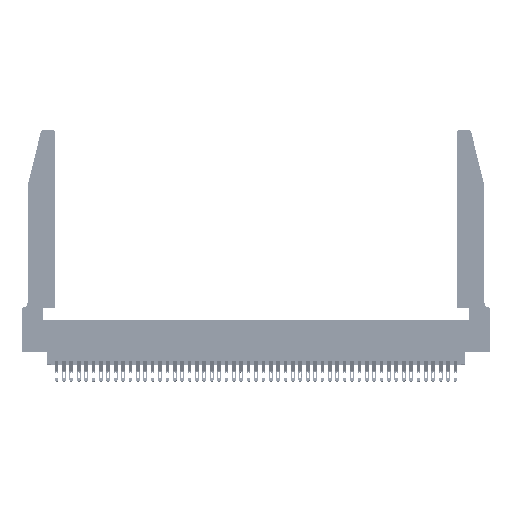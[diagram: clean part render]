
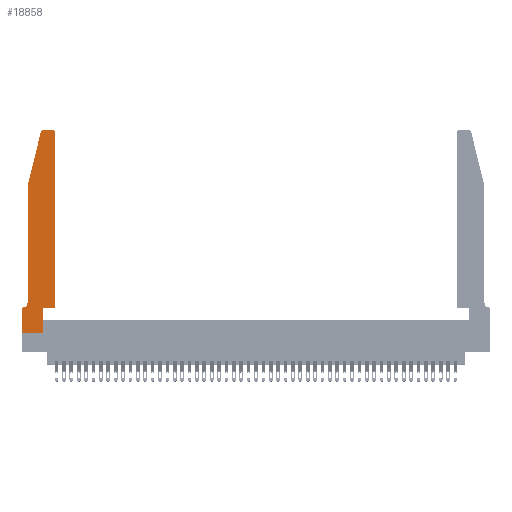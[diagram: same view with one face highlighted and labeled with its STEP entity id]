
A CAD part, top view. The second image highlights one B-rep face of the part: STEP entity #18858.
In plain terms, the highlighted planar face has unit normal (0, 0, 1).
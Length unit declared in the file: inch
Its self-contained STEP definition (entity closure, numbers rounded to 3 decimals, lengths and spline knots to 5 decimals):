
#313 = VERTEX_POINT ( 'NONE', #45874 ) ;
#392 = VERTEX_POINT ( 'NONE', #28642 ) ;
#481 = CARTESIAN_POINT ( 'NONE',  ( 0.0055, 0.35, 0.37 ) ) ;
#737 = CARTESIAN_POINT ( 'NONE',  ( 0.4505, 2.72, 0.37 ) ) ;
#989 = LINE ( 'NONE', #41622, #39804 ) ;
#1818 = LINE ( 'NONE', #39910, #11948 ) ;
#3486 = CIRCLE ( 'NONE', #42177, 0.07 ) ;
#4962 = LINE ( 'NONE', #23912, #17436 ) ;
#6021 = EDGE_CURVE ( 'NONE', #11089, #28309, #31767, .T. ) ;
#7200 = VECTOR ( 'NONE', #18949, 39.37008 ) ;
#7677 = VECTOR ( 'NONE', #15310, 39.37008 ) ;
#7883 = CARTESIAN_POINT ( 'NONE',  ( 0.4505, 0.35, 0.37 ) ) ;
#8159 = CARTESIAN_POINT ( 'NONE',  ( 0., 0., 0.37 ) ) ;
#8826 = VECTOR ( 'NONE', #14990, 39.37008 ) ;
#8955 = CARTESIAN_POINT ( 'NONE',  ( 0.284, 2.75, 0.37 ) ) ;
#9525 = ORIENTED_EDGE ( 'NONE', *, *, #26467, .T. ) ;
#9772 = CARTESIAN_POINT ( 'NONE',  ( 0.284, 2.72, 0.37 ) ) ;
#10411 = EDGE_CURVE ( 'NONE', #28309, #17719, #4962, .T. ) ;
#10420 = PLANE ( 'NONE',  #32004 ) ;
#10456 = VECTOR ( 'NONE', #36898, 39.37008 ) ;
#10740 = ORIENTED_EDGE ( 'NONE', *, *, #30039, .T. ) ;
#11089 = VERTEX_POINT ( 'NONE', #8955 ) ;
#11363 = CARTESIAN_POINT ( 'NONE',  ( 0., 0., 0.37 ) ) ;
#11686 = CARTESIAN_POINT ( 'NONE',  ( 0.0755, 2., 0.37 ) ) ;
#11948 = VECTOR ( 'NONE', #35373, 39.37008 ) ;
#12594 = VERTEX_POINT ( 'NONE', #737 ) ;
#13105 = DIRECTION ( 'NONE',  ( 0., 1., 0. ) ) ;
#13343 = LINE ( 'NONE', #7883, #7677 ) ;
#13860 = CARTESIAN_POINT ( 'NONE',  ( 0.25487, 2.72718, 0.37 ) ) ;
#14010 = EDGE_CURVE ( 'NONE', #45432, #18775, #3486, .T. ) ;
#14413 = EDGE_CURVE ( 'NONE', #30337, #11089, #28315, .T. ) ;
#14512 = EDGE_LOOP ( 'NONE', ( #15578, #31170, #30673, #9525, #41514, #36123, #42214, #30792, #33699, #38580, #10740, #16766 ) ) ;
#14990 = DIRECTION ( 'NONE',  ( 0., -1., 0. ) ) ;
#15310 = DIRECTION ( 'NONE',  ( 1., 0., 0. ) ) ;
#15578 = ORIENTED_EDGE ( 'NONE', *, *, #14413, .T. ) ;
#16539 = DIRECTION ( 'NONE',  ( -1., 0., 0. ) ) ;
#16766 = ORIENTED_EDGE ( 'NONE', *, *, #32604, .T. ) ;
#16986 = DIRECTION ( 'NONE',  ( -1., 0., 0. ) ) ;
#17306 = DIRECTION ( 'NONE',  ( -1., 0., 0. ) ) ;
#17436 = VECTOR ( 'NONE', #20742, 39.37008 ) ;
#17719 = VERTEX_POINT ( 'NONE', #29941 ) ;
#17953 = LINE ( 'NONE', #43077, #45564 ) ;
#18775 = VERTEX_POINT ( 'NONE', #481 ) ;
#18858 = ADVANCED_FACE ( 'NONE', ( #28372 ), #10420, .T. ) ;
#18949 = DIRECTION ( 'NONE',  ( 0., -1., 0. ) ) ;
#19224 = CARTESIAN_POINT ( 'NONE',  ( 0.4205, 2.72, 0.37 ) ) ;
#20742 = DIRECTION ( 'NONE',  ( -0.239, -0.971, 0. ) ) ;
#21170 = DIRECTION ( 'NONE',  ( 1., 0., 0. ) ) ;
#21354 = CARTESIAN_POINT ( 'NONE',  ( 0.4505, 0.35, 0.37 ) ) ;
#22955 = CARTESIAN_POINT ( 'NONE',  ( 0.2605, 2.75, 0.37 ) ) ;
#23556 = LINE ( 'NONE', #11363, #8826 ) ;
#23912 = CARTESIAN_POINT ( 'NONE',  ( 0.0755, 2., 0.37 ) ) ;
#24387 = CARTESIAN_POINT ( 'NONE',  ( 0.0055, 0.42, 0.37 ) ) ;
#25365 = CARTESIAN_POINT ( 'NONE',  ( 0., 0.35, 0.37 ) ) ;
#26236 = EDGE_CURVE ( 'NONE', #18775, #313, #17953, .T. ) ;
#26467 = EDGE_CURVE ( 'NONE', #17719, #45432, #30374, .T. ) ;
#28309 = VERTEX_POINT ( 'NONE', #13860 ) ;
#28315 = LINE ( 'NONE', #22955, #29334 ) ;
#28372 = FACE_OUTER_BOUND ( 'NONE', #14512, .T. ) ;
#28642 = CARTESIAN_POINT ( 'NONE',  ( 0.2865, 0., 0.37 ) ) ;
#29114 = CARTESIAN_POINT ( 'NONE',  ( 0.4205, 2.75, 0.37 ) ) ;
#29296 = DIRECTION ( 'NONE',  ( 1., 0., 0. ) ) ;
#29334 = VECTOR ( 'NONE', #16539, 39.37008 ) ;
#29882 = EDGE_CURVE ( 'NONE', #313, #37314, #23556, .T. ) ;
#29941 = CARTESIAN_POINT ( 'NONE',  ( 0.0755, 2., 0.37 ) ) ;
#30039 = EDGE_CURVE ( 'NONE', #38412, #12594, #989, .T. ) ;
#30337 = VERTEX_POINT ( 'NONE', #29114 ) ;
#30374 = LINE ( 'NONE', #11686, #7200 ) ;
#30673 = ORIENTED_EDGE ( 'NONE', *, *, #10411, .T. ) ;
#30792 = ORIENTED_EDGE ( 'NONE', *, *, #32940, .T. ) ;
#31170 = ORIENTED_EDGE ( 'NONE', *, *, #6021, .T. ) ;
#31767 = CIRCLE ( 'NONE', #44045, 0.03 ) ;
#32004 = AXIS2_PLACEMENT_3D ( 'NONE', #25365, #36402, #29296 ) ;
#32154 = CARTESIAN_POINT ( 'NONE',  ( 0.0755, 0.42, 0.37 ) ) ;
#32604 = EDGE_CURVE ( 'NONE', #12594, #30337, #36191, .T. ) ;
#32940 = EDGE_CURVE ( 'NONE', #37314, #392, #1818, .T. ) ;
#33699 = ORIENTED_EDGE ( 'NONE', *, *, #36655, .T. ) ;
#34412 = VERTEX_POINT ( 'NONE', #39347 ) ;
#35217 = DIRECTION ( 'NONE',  ( 0., 0., -1. ) ) ;
#35373 = DIRECTION ( 'NONE',  ( 1., 0., 0. ) ) ;
#35459 = DIRECTION ( 'NONE',  ( 0., 0., 1. ) ) ;
#36123 = ORIENTED_EDGE ( 'NONE', *, *, #26236, .T. ) ;
#36191 = CIRCLE ( 'NONE', #42643, 0.03 ) ;
#36402 = DIRECTION ( 'NONE',  ( 0., 0., 1. ) ) ;
#36564 = CARTESIAN_POINT ( 'NONE',  ( 0.2865, 0.35, 0.37 ) ) ;
#36655 = EDGE_CURVE ( 'NONE', #392, #34412, #44878, .T. ) ;
#36898 = DIRECTION ( 'NONE',  ( 0., 1., 0. ) ) ;
#37314 = VERTEX_POINT ( 'NONE', #8159 ) ;
#37784 = DIRECTION ( 'NONE',  ( 1., 0., 0. ) ) ;
#38412 = VERTEX_POINT ( 'NONE', #21354 ) ;
#38580 = ORIENTED_EDGE ( 'NONE', *, *, #42476, .T. ) ;
#39347 = CARTESIAN_POINT ( 'NONE',  ( 0.2865, 0.35, 0.37 ) ) ;
#39804 = VECTOR ( 'NONE', #13105, 39.37008 ) ;
#39910 = CARTESIAN_POINT ( 'NONE',  ( 0., 0., 0.37 ) ) ;
#40920 = DIRECTION ( 'NONE',  ( 0., 0., 1. ) ) ;
#41514 = ORIENTED_EDGE ( 'NONE', *, *, #14010, .T. ) ;
#41622 = CARTESIAN_POINT ( 'NONE',  ( 0.4505, 0.35, 0.37 ) ) ;
#42177 = AXIS2_PLACEMENT_3D ( 'NONE', #24387, #35217, #16986 ) ;
#42214 = ORIENTED_EDGE ( 'NONE', *, *, #29882, .T. ) ;
#42476 = EDGE_CURVE ( 'NONE', #34412, #38412, #13343, .T. ) ;
#42643 = AXIS2_PLACEMENT_3D ( 'NONE', #19224, #40920, #37784 ) ;
#43077 = CARTESIAN_POINT ( 'NONE',  ( 0.0755, 0.35, 0.37 ) ) ;
#44045 = AXIS2_PLACEMENT_3D ( 'NONE', #9772, #35459, #21170 ) ;
#44878 = LINE ( 'NONE', #36564, #10456 ) ;
#45432 = VERTEX_POINT ( 'NONE', #32154 ) ;
#45564 = VECTOR ( 'NONE', #17306, 39.37008 ) ;
#45874 = CARTESIAN_POINT ( 'NONE',  ( 0., 0.35, 0.37 ) ) ;
